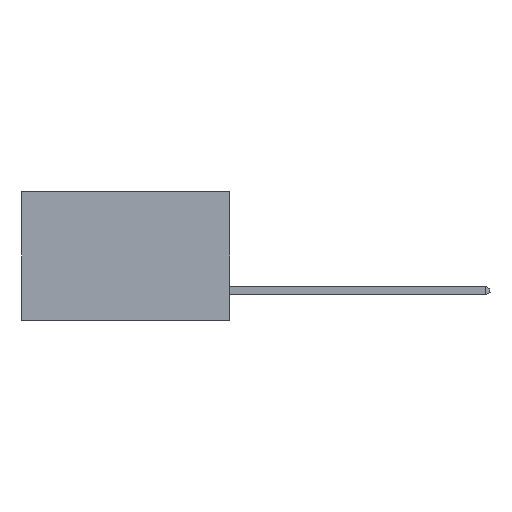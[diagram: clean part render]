
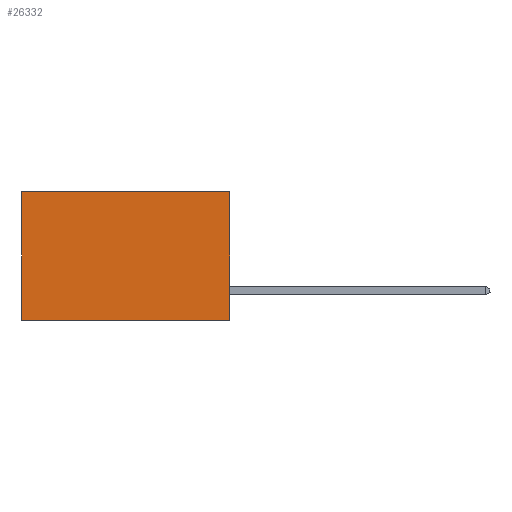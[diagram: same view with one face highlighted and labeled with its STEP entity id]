
A CAD part, left-side view. The second image highlights one B-rep face of the part: STEP entity #26332.
In plain terms, the highlighted planar face has unit normal (-1, 0, 0).
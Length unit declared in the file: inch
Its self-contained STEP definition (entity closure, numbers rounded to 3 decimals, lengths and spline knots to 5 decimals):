
#91 = DIRECTION ( 'NONE',  ( 0., 0., -1. ) ) ;
#869 = DIRECTION ( 'NONE',  ( 0., 1., 0. ) ) ;
#929 = VECTOR ( 'NONE', #24622, 39.37008 ) ;
#2033 = LINE ( 'NONE', #16495, #2757 ) ;
#2757 = VECTOR ( 'NONE', #869, 39.37008 ) ;
#4462 = ORIENTED_EDGE ( 'NONE', *, *, #17064, .F. ) ;
#5176 = DIRECTION ( 'NONE',  ( 0., 0., -1. ) ) ;
#5726 = DIRECTION ( 'NONE',  ( 0., 0., -1. ) ) ;
#7289 = EDGE_CURVE ( 'NONE', #7852, #19399, #19548, .T. ) ;
#7852 = VERTEX_POINT ( 'NONE', #20044 ) ;
#7924 = CARTESIAN_POINT ( 'NONE',  ( 0.298, 0., -0.37 ) ) ;
#9822 = VERTEX_POINT ( 'NONE', #25220 ) ;
#9903 = DIRECTION ( 'NONE',  ( 1., 0., 0. ) ) ;
#12524 = LINE ( 'NONE', #7924, #929 ) ;
#12743 = VECTOR ( 'NONE', #5726, 39.37008 ) ;
#13950 = ORIENTED_EDGE ( 'NONE', *, *, #23689, .F. ) ;
#14316 = CARTESIAN_POINT ( 'NONE',  ( 0.298, 0., -0.37 ) ) ;
#16463 = ORIENTED_EDGE ( 'NONE', *, *, #28475, .T. ) ;
#16495 = CARTESIAN_POINT ( 'NONE',  ( 0.298, 0., 0. ) ) ;
#16848 = LINE ( 'NONE', #17731, #12743 ) ;
#17064 = EDGE_CURVE ( 'NONE', #25376, #19399, #12524, .T. ) ;
#17283 = VECTOR ( 'NONE', #5176, 39.37008 ) ;
#17731 = CARTESIAN_POINT ( 'NONE',  ( 0.298, 0., 0. ) ) ;
#18861 = EDGE_LOOP ( 'NONE', ( #21700, #4462, #13950, #16463 ) ) ;
#19399 = VERTEX_POINT ( 'NONE', #28374 ) ;
#19450 = AXIS2_PLACEMENT_3D ( 'NONE', #29112, #9903, #91 ) ;
#19548 = LINE ( 'NONE', #26492, #17283 ) ;
#20044 = CARTESIAN_POINT ( 'NONE',  ( 0.298, 0.6, 0. ) ) ;
#20766 = FACE_OUTER_BOUND ( 'NONE', #18861, .T. ) ;
#21700 = ORIENTED_EDGE ( 'NONE', *, *, #7289, .T. ) ;
#23689 = EDGE_CURVE ( 'NONE', #9822, #25376, #16848, .T. ) ;
#24622 = DIRECTION ( 'NONE',  ( 0., 1., 0. ) ) ;
#25220 = CARTESIAN_POINT ( 'NONE',  ( 0.298, 0., 0. ) ) ;
#25376 = VERTEX_POINT ( 'NONE', #14316 ) ;
#26332 = ADVANCED_FACE ( 'NONE', ( #20766 ), #28921, .F. ) ;
#26492 = CARTESIAN_POINT ( 'NONE',  ( 0.298, 0.6, 0. ) ) ;
#28374 = CARTESIAN_POINT ( 'NONE',  ( 0.298, 0.6, -0.37 ) ) ;
#28475 = EDGE_CURVE ( 'NONE', #9822, #7852, #2033, .T. ) ;
#28921 = PLANE ( 'NONE',  #19450 ) ;
#29112 = CARTESIAN_POINT ( 'NONE',  ( 0.298, 0., 0. ) ) ;
